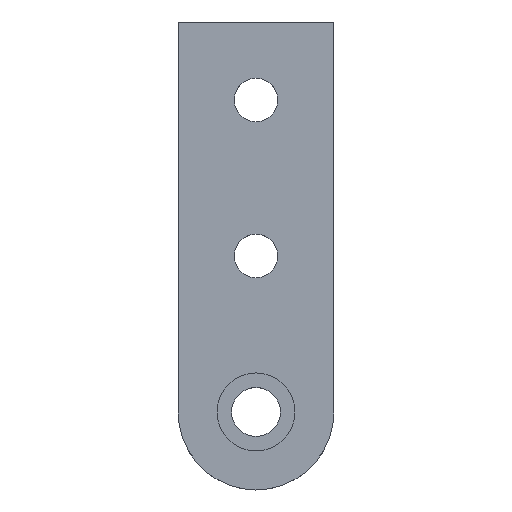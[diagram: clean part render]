
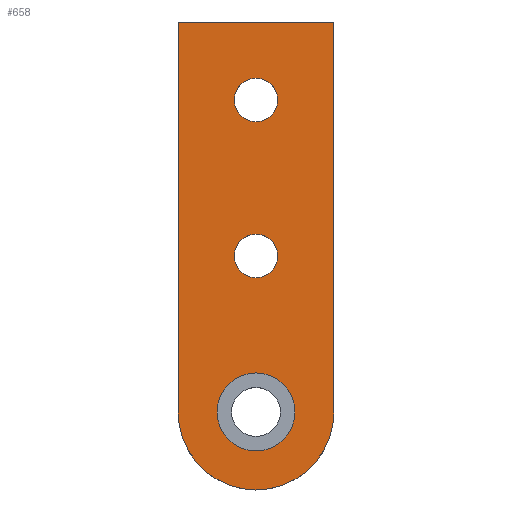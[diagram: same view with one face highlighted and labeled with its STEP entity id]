
A CAD part, top view. The second image highlights one B-rep face of the part: STEP entity #658.
In plain terms, the highlighted planar face has unit normal (0, 0, 1).
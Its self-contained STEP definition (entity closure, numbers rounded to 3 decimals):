
#294=CARTESIAN_POINT('',(-0.14,1.0,0.25));
#295=VERTEX_POINT('',#294);
#311=CARTESIAN_POINT('',(0.14,1.0,0.25));
#312=VERTEX_POINT('',#311);
#319=CARTESIAN_POINT('',(0.,1.0,0.25));
#320=DIRECTION('',(0.0,0.0,-1.0));
#321=DIRECTION('',(-1.0,0.0,0.0));
#322=AXIS2_PLACEMENT_3D('',#319,#320,#321);
#323=CIRCLE('',#322,0.14);
#324=EDGE_CURVE('',#295,#312,#323,.T.);
#336=CARTESIAN_POINT('',(-0.14,2.0,0.25));
#337=VERTEX_POINT('',#336);
#353=CARTESIAN_POINT('',(0.14,2.0,0.25));
#354=VERTEX_POINT('',#353);
#361=CARTESIAN_POINT('',(0.,2.0,0.25));
#362=DIRECTION('',(0.0,0.0,-1.0));
#363=DIRECTION('',(-1.0,0.0,0.0));
#364=AXIS2_PLACEMENT_3D('',#361,#362,#363);
#365=CIRCLE('',#364,0.14);
#366=EDGE_CURVE('',#337,#354,#365,.T.);
#376=CARTESIAN_POINT('',(0.25,0.,0.25));
#377=VERTEX_POINT('',#376);
#386=CARTESIAN_POINT('',(-0.25,0.,0.25));
#387=VERTEX_POINT('',#386);
#388=CARTESIAN_POINT('',(0.0,0.,0.25));
#389=DIRECTION('',(0.0,0.0,-1.0));
#390=DIRECTION('',(1.0,0.0,0.0));
#391=AXIS2_PLACEMENT_3D('',#388,#389,#390);
#392=CIRCLE('',#391,0.25);
#393=EDGE_CURVE('',#387,#377,#392,.T.);
#427=CARTESIAN_POINT('',(0.0,0.,0.25));
#428=DIRECTION('',(0.0,0.0,-1.0));
#429=DIRECTION('',(1.0,0.0,0.0));
#430=AXIS2_PLACEMENT_3D('',#427,#428,#429);
#431=CIRCLE('',#430,0.25);
#432=EDGE_CURVE('',#377,#387,#431,.T.);
#443=CARTESIAN_POINT('',(0.,2.0,0.25));
#444=DIRECTION('',(0.0,0.0,-1.0));
#445=DIRECTION('',(-1.0,0.0,0.0));
#446=AXIS2_PLACEMENT_3D('',#443,#444,#445);
#447=CIRCLE('',#446,0.14);
#448=EDGE_CURVE('',#354,#337,#447,.T.);
#467=CARTESIAN_POINT('',(0.,1.0,0.25));
#468=DIRECTION('',(0.0,0.0,-1.0));
#469=DIRECTION('',(-1.0,0.0,0.0));
#470=AXIS2_PLACEMENT_3D('',#467,#468,#469);
#471=CIRCLE('',#470,0.14);
#472=EDGE_CURVE('',#312,#295,#471,.T.);
#490=CARTESIAN_POINT('',(0.5,2.5,0.25));
#491=VERTEX_POINT('',#490);
#492=CARTESIAN_POINT('',(0.5,0.0,0.25));
#493=VERTEX_POINT('',#492);
#494=CARTESIAN_POINT('',(0.5,2.5,0.25));
#495=DIRECTION('',(0.0,-1.0,0.0));
#496=VECTOR('',#495,2.5);
#497=LINE('',#494,#496);
#498=EDGE_CURVE('',#491,#493,#497,.T.);
#530=CARTESIAN_POINT('',(-0.5,0.0,0.25));
#531=VERTEX_POINT('',#530);
#532=CARTESIAN_POINT('',(0.0,0.0,0.25));
#533=DIRECTION('',(0.0,0.0,-1.0));
#534=DIRECTION('',(-0.707,-0.707,0.0));
#535=AXIS2_PLACEMENT_3D('',#532,#533,#534);
#536=CIRCLE('',#535,0.5);
#537=EDGE_CURVE('',#493,#531,#536,.T.);
#563=CARTESIAN_POINT('',(-0.5,2.5,0.25));
#564=VERTEX_POINT('',#563);
#565=CARTESIAN_POINT('',(-0.5,0.0,0.25));
#566=DIRECTION('',(0.0,1.0,0.0));
#567=VECTOR('',#566,2.5);
#568=LINE('',#565,#567);
#569=EDGE_CURVE('',#531,#564,#568,.T.);
#594=CARTESIAN_POINT('',(-0.5,2.5,0.25));
#595=DIRECTION('',(1.0,0.0,0.0));
#596=VECTOR('',#595,1.0);
#597=LINE('',#594,#596);
#598=EDGE_CURVE('',#564,#491,#597,.T.);
#635=CARTESIAN_POINT('',(0.5,2.5,0.25));
#636=DIRECTION('',(0.0,0.0,-1.0));
#637=DIRECTION('',(1.0,0.0,0.0));
#638=AXIS2_PLACEMENT_3D('',#635,#636,#637);
#639=PLANE('',#638);
#640=ORIENTED_EDGE('',*,*,#498,.F.);
#641=ORIENTED_EDGE('',*,*,#598,.F.);
#642=ORIENTED_EDGE('',*,*,#569,.F.);
#643=ORIENTED_EDGE('',*,*,#537,.F.);
#644=EDGE_LOOP('',(#640,#641,#642,#643));
#645=FACE_OUTER_BOUND('',#644,.T.);
#646=ORIENTED_EDGE('',*,*,#432,.T.);
#647=ORIENTED_EDGE('',*,*,#393,.T.);
#648=EDGE_LOOP('',(#646,#647));
#649=FACE_BOUND('',#648,.T.);
#650=ORIENTED_EDGE('',*,*,#366,.T.);
#651=ORIENTED_EDGE('',*,*,#448,.T.);
#652=EDGE_LOOP('',(#650,#651));
#653=FACE_BOUND('',#652,.T.);
#654=ORIENTED_EDGE('',*,*,#324,.T.);
#655=ORIENTED_EDGE('',*,*,#472,.T.);
#656=EDGE_LOOP('',(#654,#655));
#657=FACE_BOUND('',#656,.T.);
#658=ADVANCED_FACE('',(#645,#649,#653,#657),#639,.F.);
